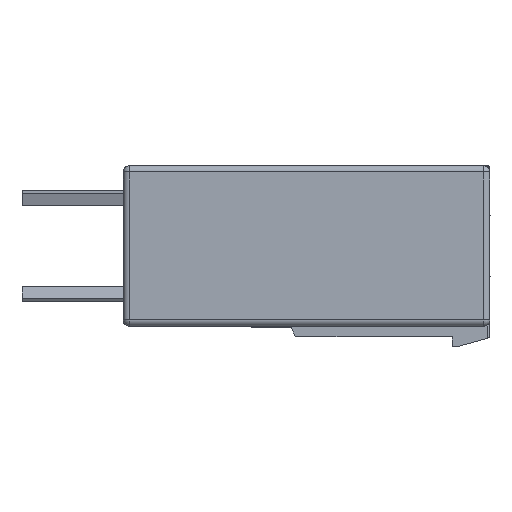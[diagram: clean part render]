
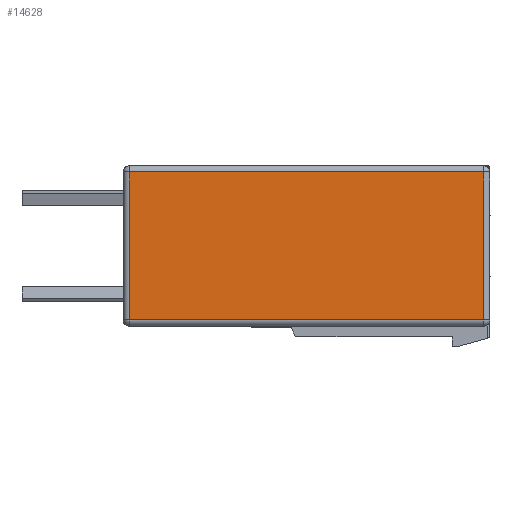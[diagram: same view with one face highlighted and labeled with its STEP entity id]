
A CAD part, front view. The second image highlights one B-rep face of the part: STEP entity #14628.
In plain terms, the highlighted planar face has unit normal (0, -1, 0).
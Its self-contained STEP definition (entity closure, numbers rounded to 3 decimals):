
#1559=DIRECTION('',(0.,0.,1.));
#1560=VECTOR('',#1559,11.7);
#1561=CARTESIAN_POINT('',(-10.65,-7.62,-5.244));
#1562=LINE('',#1561,#1560);
#1563=DIRECTION('',(1.,0.,0.));
#1564=VECTOR('',#1563,28.);
#1565=CARTESIAN_POINT('',(-10.65,-7.62,6.456));
#1566=LINE('',#1565,#1564);
#1567=DIRECTION('',(0.,0.,-1.));
#1568=VECTOR('',#1567,11.7);
#1569=CARTESIAN_POINT('',(17.35,-7.62,6.456));
#1570=LINE('',#1569,#1568);
#1571=DIRECTION('',(1.,0.,0.));
#1572=VECTOR('',#1571,28.);
#1573=CARTESIAN_POINT('',(-10.65,-7.62,-5.244));
#1574=LINE('',#1573,#1572);
#12294=CARTESIAN_POINT('',(-10.65,-7.62,-5.244));
#12295=CARTESIAN_POINT('',(-10.65,-7.62,6.456));
#12296=VERTEX_POINT('',#12294);
#12297=VERTEX_POINT('',#12295);
#12300=CARTESIAN_POINT('',(17.35,-7.62,6.456));
#12301=VERTEX_POINT('',#12300);
#12302=CARTESIAN_POINT('',(17.35,-7.62,-5.244));
#12303=VERTEX_POINT('',#12302);
#14615=CARTESIAN_POINT('',(17.85,-7.62,-5.744));
#14616=DIRECTION('',(0.,1.,0.));
#14617=DIRECTION('',(0.,0.,1.));
#14618=AXIS2_PLACEMENT_3D('',#14615,#14616,#14617);
#14619=PLANE('',#14618);
#14621=ORIENTED_EDGE('',*,*,#14620,.T.);
#14622=ORIENTED_EDGE('',*,*,#14581,.T.);
#14623=ORIENTED_EDGE('',*,*,#14605,.T.);
#14625=ORIENTED_EDGE('',*,*,#14624,.F.);
#14626=EDGE_LOOP('',(#14621,#14622,#14623,#14625));
#14627=FACE_OUTER_BOUND('',#14626,.F.);
#14628=ADVANCED_FACE('',(#14627),#14619,.F.);
#14581=EDGE_CURVE('',#12297,#12301,#1566,.T.);
#14605=EDGE_CURVE('',#12301,#12303,#1570,.T.);
#14620=EDGE_CURVE('',#12296,#12297,#1562,.T.);
#14624=EDGE_CURVE('',#12296,#12303,#1574,.T.);
